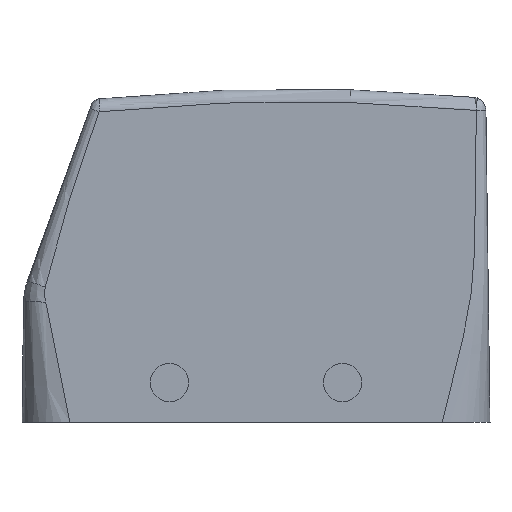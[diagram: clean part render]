
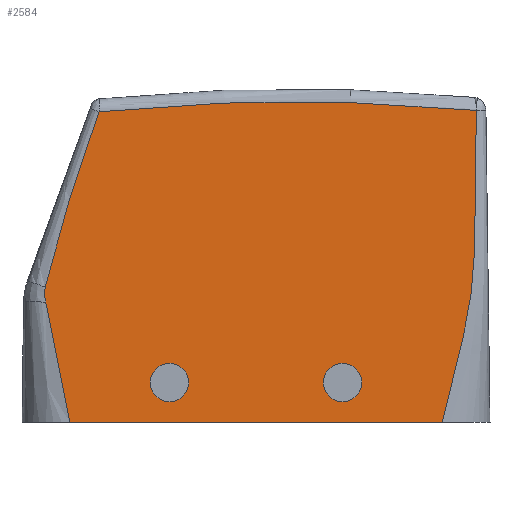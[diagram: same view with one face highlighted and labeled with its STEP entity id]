
A CAD part, left-side view. The second image highlights one B-rep face of the part: STEP entity #2584.
In plain terms, the highlighted planar face has unit normal (-1, 0, 0).
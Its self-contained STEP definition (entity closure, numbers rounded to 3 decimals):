
#1385=AXIS2_PLACEMENT_3D('Circle Axis2P3D',#1383,#1384,$) ;
#2486=AXIS2_PLACEMENT_3D('Plane Axis2P3D',#2483,#2484,#2485) ;
#2550=AXIS2_PLACEMENT_3D('Circle Axis2P3D',#2548,#2549,$) ;
#2559=AXIS2_PLACEMENT_3D('Circle Axis2P3D',#2557,#2558,$) ;
#2568=AXIS2_PLACEMENT_3D('Circle Axis2P3D',#2566,#2567,$) ;
#2577=AXIS2_PLACEMENT_3D('Circle Axis2P3D',#2575,#2576,$) ;
#1243=CARTESIAN_POINT('Vertex',(7.5,69.397,21.087)) ;
#1247=CARTESIAN_POINT('Control Point',(7.5,60.975,48.438)) ;
#1248=CARTESIAN_POINT('Control Point',(7.5,61.191,47.82)) ;
#1249=CARTESIAN_POINT('Control Point',(7.5,61.416,47.179)) ;
#1250=CARTESIAN_POINT('Control Point',(7.5,61.632,46.558)) ;
#1251=CARTESIAN_POINT('Control Point',(7.5,62.036,45.391)) ;
#1252=CARTESIAN_POINT('Control Point',(7.5,62.436,44.226)) ;
#1253=CARTESIAN_POINT('Control Point',(7.5,62.62,43.688)) ;
#1254=CARTESIAN_POINT('Control Point',(7.5,63.077,42.345)) ;
#1255=CARTESIAN_POINT('Control Point',(7.5,63.53,41.001)) ;
#1256=CARTESIAN_POINT('Control Point',(7.5,63.799,40.195)) ;
#1257=CARTESIAN_POINT('Control Point',(7.5,64.336,38.581)) ;
#1258=CARTESIAN_POINT('Control Point',(7.5,64.868,36.966)) ;
#1259=CARTESIAN_POINT('Control Point',(7.5,65.132,36.158)) ;
#1260=CARTESIAN_POINT('Control Point',(7.5,65.65,34.567)) ;
#1261=CARTESIAN_POINT('Control Point',(7.5,66.16,32.975)) ;
#1262=CARTESIAN_POINT('Control Point',(7.5,66.4,32.219)) ;
#1263=CARTESIAN_POINT('Control Point',(7.5,67.238,29.545)) ;
#1264=CARTESIAN_POINT('Control Point',(7.5,68.028,26.858)) ;
#1265=CARTESIAN_POINT('Control Point',(7.5,68.537,24.948)) ;
#1266=CARTESIAN_POINT('Control Point',(7.5,68.993,23.019)) ;
#1267=CARTESIAN_POINT('Control Point',(7.5,69.397,21.087)) ;
#1268=CARTESIAN_POINT('Vertex',(7.5,60.975,48.438)) ;
#1383=CARTESIAN_POINT('Axis2P3D Location',(7.5,30.5,-248.)) ;
#1387=CARTESIAN_POINT('Vertex',(7.5,2.135,48.647)) ;
#2019=CARTESIAN_POINT('Vertex',(7.5,69.288,18.755)) ;
#2023=CARTESIAN_POINT('Control Point',(7.5,69.397,21.087)) ;
#2024=CARTESIAN_POINT('Control Point',(7.5,69.467,20.612)) ;
#2025=CARTESIAN_POINT('Control Point',(7.5,69.493,20.133)) ;
#2026=CARTESIAN_POINT('Control Point',(7.5,69.471,19.657)) ;
#2027=CARTESIAN_POINT('Control Point',(7.5,69.401,19.195)) ;
#2028=CARTESIAN_POINT('Control Point',(7.5,69.288,18.755)) ;
#2483=CARTESIAN_POINT('Axis2P3D Location',(7.5,-5.331,-31.164)) ;
#2489=CARTESIAN_POINT('Control Point',(7.5,69.288,18.755)) ;
#2490=CARTESIAN_POINT('Control Point',(7.5,68.978,16.856)) ;
#2491=CARTESIAN_POINT('Control Point',(7.5,68.63,14.961)) ;
#2492=CARTESIAN_POINT('Control Point',(7.5,68.254,13.074)) ;
#2493=CARTESIAN_POINT('Control Point',(7.5,67.714,10.483)) ;
#2494=CARTESIAN_POINT('Control Point',(7.5,67.163,7.889)) ;
#2495=CARTESIAN_POINT('Control Point',(7.5,66.961,6.941)) ;
#2496=CARTESIAN_POINT('Control Point',(7.5,66.572,5.108)) ;
#2497=CARTESIAN_POINT('Control Point',(7.5,66.188,3.276)) ;
#2498=CARTESIAN_POINT('Control Point',(7.5,65.969,2.219)) ;
#2499=CARTESIAN_POINT('Control Point',(7.5,65.744,1.115)) ;
#2500=CARTESIAN_POINT('Control Point',(7.5,65.52,0.)) ;
#2501=CARTESIAN_POINT('Vertex',(7.5,65.52,0.)) ;
#2504=CARTESIAN_POINT('Line Origine',(7.5,36.498,0.)) ;
#2508=CARTESIAN_POINT('Vertex',(7.5,7.476,0.)) ;
#2512=CARTESIAN_POINT('Control Point',(7.5,2.135,48.647)) ;
#2513=CARTESIAN_POINT('Control Point',(7.5,2.135,48.566)) ;
#2514=CARTESIAN_POINT('Control Point',(7.5,2.135,48.486)) ;
#2515=CARTESIAN_POINT('Control Point',(7.5,2.134,48.394)) ;
#2516=CARTESIAN_POINT('Control Point',(7.5,2.134,48.197)) ;
#2517=CARTESIAN_POINT('Control Point',(7.5,2.133,48.022)) ;
#2518=CARTESIAN_POINT('Control Point',(7.5,2.133,47.949)) ;
#2519=CARTESIAN_POINT('Control Point',(7.5,2.119,43.955)) ;
#2520=CARTESIAN_POINT('Control Point',(7.5,2.132,39.961)) ;
#2521=CARTESIAN_POINT('Control Point',(7.5,2.201,36.039)) ;
#2522=CARTESIAN_POINT('Control Point',(7.5,2.247,31.909)) ;
#2523=CARTESIAN_POINT('Control Point',(7.5,2.373,27.782)) ;
#2524=CARTESIAN_POINT('Control Point',(7.5,2.38,27.565)) ;
#2525=CARTESIAN_POINT('Control Point',(7.5,2.401,26.931)) ;
#2526=CARTESIAN_POINT('Control Point',(7.5,2.425,26.298)) ;
#2527=CARTESIAN_POINT('Control Point',(7.5,2.443,25.883)) ;
#2528=CARTESIAN_POINT('Control Point',(7.5,2.483,25.075)) ;
#2529=CARTESIAN_POINT('Control Point',(7.5,2.532,24.265)) ;
#2530=CARTESIAN_POINT('Control Point',(7.5,2.559,23.869)) ;
#2531=CARTESIAN_POINT('Control Point',(7.5,2.779,20.951)) ;
#2532=CARTESIAN_POINT('Control Point',(7.5,3.16,18.043)) ;
#2533=CARTESIAN_POINT('Control Point',(7.5,3.643,15.539)) ;
#2534=CARTESIAN_POINT('Control Point',(7.5,4.702,10.936)) ;
#2535=CARTESIAN_POINT('Control Point',(7.5,5.898,6.362)) ;
#2536=CARTESIAN_POINT('Control Point',(7.5,6.45,4.242)) ;
#2537=CARTESIAN_POINT('Control Point',(7.5,6.971,2.123)) ;
#2538=CARTESIAN_POINT('Control Point',(7.5,7.476,0.)) ;
#2548=CARTESIAN_POINT('Axis2P3D Location',(7.5,50.,6.2)) ;
#2552=CARTESIAN_POINT('Vertex',(7.5,48.245,7.159)) ;
#2554=CARTESIAN_POINT('Vertex',(7.5,51.755,5.241)) ;
#2557=CARTESIAN_POINT('Axis2P3D Location',(7.5,50.,6.2)) ;
#2566=CARTESIAN_POINT('Axis2P3D Location',(7.5,23.,6.2)) ;
#2570=CARTESIAN_POINT('Vertex',(7.5,21.245,5.241)) ;
#2572=CARTESIAN_POINT('Vertex',(7.5,24.755,7.159)) ;
#2575=CARTESIAN_POINT('Axis2P3D Location',(7.5,23.,6.2)) ;
#1384=DIRECTION('Axis2P3D Direction',(-1.,0.,0.)) ;
#2484=DIRECTION('Axis2P3D Direction',(-1.,0.,0.)) ;
#2485=DIRECTION('Axis2P3D XDirection',(0.,-0.17,0.985)) ;
#2505=DIRECTION('Vector Direction',(0.,-1.,0.)) ;
#2549=DIRECTION('Axis2P3D Direction',(-1.,0.,0.)) ;
#2558=DIRECTION('Axis2P3D Direction',(-1.,0.,0.)) ;
#2567=DIRECTION('Axis2P3D Direction',(-1.,0.,0.)) ;
#2576=DIRECTION('Axis2P3D Direction',(-1.,0.,0.)) ;
#2506=VECTOR('Line Direction',#2505,1.) ;
#2541=ORIENTED_EDGE('',*,*,#1389,.T.) ;
#2542=ORIENTED_EDGE('',*,*,#1270,.F.) ;
#2543=ORIENTED_EDGE('',*,*,#2029,.F.) ;
#2544=ORIENTED_EDGE('',*,*,#2503,.F.) ;
#2545=ORIENTED_EDGE('',*,*,#2510,.T.) ;
#2546=ORIENTED_EDGE('',*,*,#2539,.T.) ;
#2563=ORIENTED_EDGE('',*,*,#2556,.F.) ;
#2564=ORIENTED_EDGE('',*,*,#2561,.F.) ;
#2581=ORIENTED_EDGE('',*,*,#2574,.F.) ;
#2582=ORIENTED_EDGE('',*,*,#2579,.F.) ;
#2565=FACE_BOUND('',#2562,.T.) ;
#2583=FACE_BOUND('',#2580,.T.) ;
#2584=ADVANCED_FACE('Housing',(#2547,#2565,#2583),#2487,.T.) ;
#1246=B_SPLINE_CURVE_WITH_KNOTS('',5,(#1247,#1248,#1249,#1250,#1251,#1252,#1253,#1254,#1255,#1256,#1257,#1258,#1259,#1260,#1261,#1262,#1263,#1264,#1265,#1266,#1267),.UNSPECIFIED.,.F.,.U.,(6,3,3,3,3,3,6),(102.121,105.442,108.274,112.513,116.752,120.853,130.735),.UNSPECIFIED.) ;
#2022=B_SPLINE_CURVE_WITH_KNOTS('',5,(#2023,#2024,#2025,#2026,#2027,#2028),.UNSPECIFIED.,.F.,.U.,(6,6),(155.256,158.24),.UNSPECIFIED.) ;
#2488=B_SPLINE_CURVE_WITH_KNOTS('',5,(#2489,#2490,#2491,#2492,#2493,#2494,#2495,#2496,#2497,#2498,#2499,#2500),.UNSPECIFIED.,.F.,.U.,(6,3,3,6),(0.,13.596,18.683,26.773),.UNSPECIFIED.) ;
#2511=B_SPLINE_CURVE_WITH_KNOTS('',5,(#2512,#2513,#2514,#2515,#2516,#2517,#2518,#2519,#2520,#2521,#2522,#2523,#2524,#2525,#2526,#2527,#2528,#2529,#2530,#2531,#2532,#2533,#2534,#2535,#2536,#2537,#2538),.UNSPECIFIED.,.F.,.U.,(6,3,3,3,3,3,3,3,6),(0.,0.57,1.141,28.879,30.426,33.38,36.181,54.129,69.543),.UNSPECIFIED.) ;
#1386=CIRCLE('generated circle',#1385,298.) ;
#2551=CIRCLE('generated circle',#2550,2.) ;
#2560=CIRCLE('generated circle',#2559,2.) ;
#2569=CIRCLE('generated circle',#2568,2.) ;
#2578=CIRCLE('generated circle',#2577,2.) ;
#1270=EDGE_CURVE('',#1244,#1269,#1246,.F.) ;
#1389=EDGE_CURVE('',#1388,#1269,#1386,.T.) ;
#2029=EDGE_CURVE('',#2020,#1244,#2022,.F.) ;
#2503=EDGE_CURVE('',#2502,#2020,#2488,.F.) ;
#2510=EDGE_CURVE('',#2502,#2509,#2507,.T.) ;
#2539=EDGE_CURVE('',#2509,#1388,#2511,.F.) ;
#2556=EDGE_CURVE('',#2553,#2555,#2551,.T.) ;
#2561=EDGE_CURVE('',#2555,#2553,#2560,.T.) ;
#2574=EDGE_CURVE('',#2571,#2573,#2569,.T.) ;
#2579=EDGE_CURVE('',#2573,#2571,#2578,.T.) ;
#2540=EDGE_LOOP('',(#2541,#2542,#2543,#2544,#2545,#2546)) ;
#2562=EDGE_LOOP('',(#2563,#2564)) ;
#2580=EDGE_LOOP('',(#2581,#2582)) ;
#2547=FACE_OUTER_BOUND('',#2540,.T.) ;
#2507=LINE('Line',#2504,#2506) ;
#2487=PLANE('',#2486) ;
#1244=VERTEX_POINT('',#1243) ;
#1269=VERTEX_POINT('',#1268) ;
#1388=VERTEX_POINT('',#1387) ;
#2020=VERTEX_POINT('',#2019) ;
#2502=VERTEX_POINT('',#2501) ;
#2509=VERTEX_POINT('',#2508) ;
#2553=VERTEX_POINT('',#2552) ;
#2555=VERTEX_POINT('',#2554) ;
#2571=VERTEX_POINT('',#2570) ;
#2573=VERTEX_POINT('',#2572) ;
